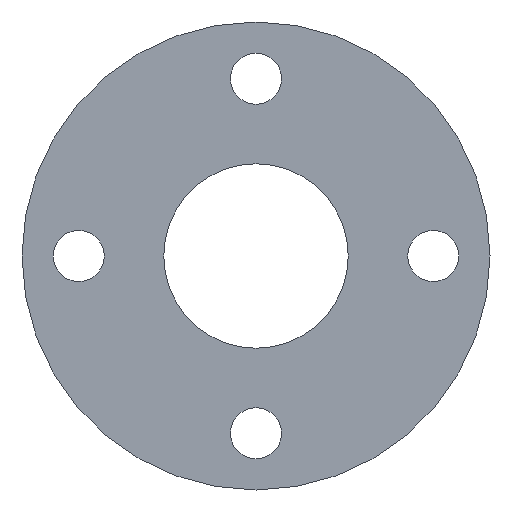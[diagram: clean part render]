
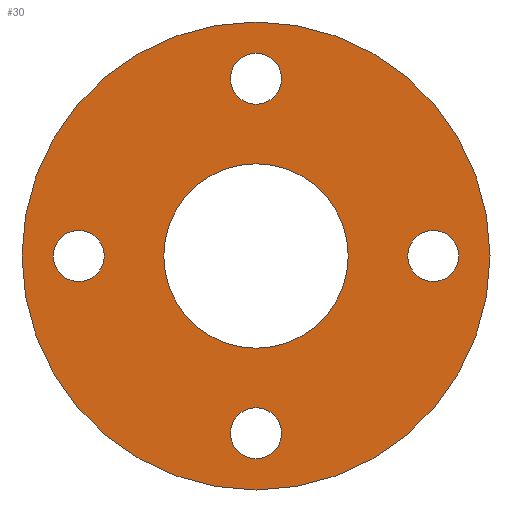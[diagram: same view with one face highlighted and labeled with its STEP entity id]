
A CAD part, front view. The second image highlights one B-rep face of the part: STEP entity #30.
In plain terms, the highlighted planar face has unit normal (0, -1, 0).
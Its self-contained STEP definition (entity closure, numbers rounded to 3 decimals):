
#5 = VERTEX_POINT ( 'NONE', #157 ) ;
#12 = EDGE_CURVE ( 'NONE', #334, #5, #339, .T. ) ;
#13 = CIRCLE ( 'NONE', #501, 9. ) ;
#15 = DIRECTION ( 'NONE',  ( 0., -1., 0. ) ) ;
#20 = DIRECTION ( 'NONE',  ( 0., -1., 0. ) ) ;
#21 = CIRCLE ( 'NONE', #133, 82.5 ) ;
#22 = AXIS2_PLACEMENT_3D ( 'NONE', #555, #408, #548 ) ;
#23 = AXIS2_PLACEMENT_3D ( 'NONE', #212, #20, #572 ) ;
#30 = ADVANCED_FACE ( 'NONE', ( #569, #576, #432, #386, #298, #348 ), #254, .T. ) ;
#33 = AXIS2_PLACEMENT_3D ( 'NONE', #352, #483, #487 ) ;
#38 = DIRECTION ( 'NONE',  ( 0., 0., 1. ) ) ;
#40 = VERTEX_POINT ( 'NONE', #115 ) ;
#60 = EDGE_CURVE ( 'NONE', #192, #188, #237, .T. ) ;
#66 = CIRCLE ( 'NONE', #136, 9. ) ;
#72 = CARTESIAN_POINT ( 'NONE',  ( 62.5, 0., 0. ) ) ;
#75 = CARTESIAN_POINT ( 'NONE',  ( 0., 0., 0. ) ) ;
#76 = CARTESIAN_POINT ( 'NONE',  ( 0., 0., -71.5 ) ) ;
#77 = EDGE_CURVE ( 'NONE', #175, #574, #66, .T. ) ;
#81 = AXIS2_PLACEMENT_3D ( 'NONE', #338, #515, #297 ) ;
#87 = ORIENTED_EDGE ( 'NONE', *, *, #60, .F. ) ;
#89 = AXIS2_PLACEMENT_3D ( 'NONE', #198, #96, #330 ) ;
#92 = DIRECTION ( 'NONE',  ( 0., 0., 1. ) ) ;
#96 = DIRECTION ( 'NONE',  ( 0., -1., 0. ) ) ;
#105 = ORIENTED_EDGE ( 'NONE', *, *, #185, .F. ) ;
#115 = CARTESIAN_POINT ( 'NONE',  ( -71.5, 0., 0. ) ) ;
#117 = EDGE_CURVE ( 'NONE', #574, #175, #467, .T. ) ;
#124 = VERTEX_POINT ( 'NONE', #184 ) ;
#127 = AXIS2_PLACEMENT_3D ( 'NONE', #480, #535, #130 ) ;
#130 = DIRECTION ( 'NONE',  ( -1., 0., 0. ) ) ;
#133 = AXIS2_PLACEMENT_3D ( 'NONE', #75, #282, #38 ) ;
#136 = AXIS2_PLACEMENT_3D ( 'NONE', #268, #354, #398 ) ;
#140 = DIRECTION ( 'NONE',  ( 0., 0., 1. ) ) ;
#144 = DIRECTION ( 'NONE',  ( 0., 1., 0. ) ) ;
#145 = VERTEX_POINT ( 'NONE', #446 ) ;
#152 = ORIENTED_EDGE ( 'NONE', *, *, #12, .F. ) ;
#153 = DIRECTION ( 'NONE',  ( 0., -1., 0. ) ) ;
#157 = CARTESIAN_POINT ( 'NONE',  ( 71.5, 0., 0. ) ) ;
#165 = EDGE_LOOP ( 'NONE', ( #492, #529 ) ) ;
#168 = CIRCLE ( 'NONE', #466, 82.5 ) ;
#171 = VERTEX_POINT ( 'NONE', #442 ) ;
#175 = VERTEX_POINT ( 'NONE', #177 ) ;
#177 = CARTESIAN_POINT ( 'NONE',  ( 0., 0., 71.5 ) ) ;
#184 = CARTESIAN_POINT ( 'NONE',  ( 0., 0., -82.5 ) ) ;
#185 = EDGE_CURVE ( 'NONE', #40, #171, #385, .T. ) ;
#188 = VERTEX_POINT ( 'NONE', #76 ) ;
#192 = VERTEX_POINT ( 'NONE', #223 ) ;
#194 = ORIENTED_EDGE ( 'NONE', *, *, #351, .T. ) ;
#198 = CARTESIAN_POINT ( 'NONE',  ( 0., 0., -62.5 ) ) ;
#210 = AXIS2_PLACEMENT_3D ( 'NONE', #247, #15, #584 ) ;
#212 = CARTESIAN_POINT ( 'NONE',  ( -82.5, 0., 0. ) ) ;
#219 = CARTESIAN_POINT ( 'NONE',  ( 0., 0., 53.5 ) ) ;
#223 = CARTESIAN_POINT ( 'NONE',  ( 0., 0., -53.5 ) ) ;
#228 = ORIENTED_EDGE ( 'NONE', *, *, #536, .F. ) ;
#229 = EDGE_CURVE ( 'NONE', #450, #124, #168, .T. ) ;
#237 = CIRCLE ( 'NONE', #210, 9. ) ;
#247 = CARTESIAN_POINT ( 'NONE',  ( 0., 0., -62.5 ) ) ;
#253 = DIRECTION ( 'NONE',  ( 1., 0., 0. ) ) ;
#254 = PLANE ( 'NONE',  #23 ) ;
#267 = EDGE_CURVE ( 'NONE', #188, #192, #349, .T. ) ;
#268 = CARTESIAN_POINT ( 'NONE',  ( 0., 0., 62.5 ) ) ;
#279 = CARTESIAN_POINT ( 'NONE',  ( 53.5, 0., 0. ) ) ;
#282 = DIRECTION ( 'NONE',  ( 0., 1., 0. ) ) ;
#284 = EDGE_LOOP ( 'NONE', ( #587, #289 ) ) ;
#289 = ORIENTED_EDGE ( 'NONE', *, *, #593, .F. ) ;
#296 = EDGE_CURVE ( 'NONE', #459, #145, #329, .T. ) ;
#297 = DIRECTION ( 'NONE',  ( -1., 0., 0. ) ) ;
#298 = FACE_BOUND ( 'NONE', #533, .T. ) ;
#317 = ORIENTED_EDGE ( 'NONE', *, *, #517, .F. ) ;
#323 = EDGE_LOOP ( 'NONE', ( #105, #228 ) ) ;
#329 = CIRCLE ( 'NONE', #544, 32.5 ) ;
#330 = DIRECTION ( 'NONE',  ( 0., 0., -1. ) ) ;
#334 = VERTEX_POINT ( 'NONE', #279 ) ;
#338 = CARTESIAN_POINT ( 'NONE',  ( -62.5, 0., 0. ) ) ;
#339 = CIRCLE ( 'NONE', #546, 9. ) ;
#340 = DIRECTION ( 'NONE',  ( 1., 0., 0. ) ) ;
#342 = CARTESIAN_POINT ( 'NONE',  ( 0., 0., -32.5 ) ) ;
#348 = FACE_OUTER_BOUND ( 'NONE', #284, .T. ) ;
#349 = CIRCLE ( 'NONE', #89, 9. ) ;
#351 = EDGE_CURVE ( 'NONE', #145, #459, #392, .T. ) ;
#352 = CARTESIAN_POINT ( 'NONE',  ( 0., 0., 62.5 ) ) ;
#354 = DIRECTION ( 'NONE',  ( 0., -1., 0. ) ) ;
#363 = CARTESIAN_POINT ( 'NONE',  ( 0., 0., 0. ) ) ;
#366 = DIRECTION ( 'NONE',  ( 0., 1., 0. ) ) ;
#369 = EDGE_LOOP ( 'NONE', ( #317, #152 ) ) ;
#383 = CARTESIAN_POINT ( 'NONE',  ( 0., 0., 82.5 ) ) ;
#385 = CIRCLE ( 'NONE', #127, 9. ) ;
#386 = FACE_BOUND ( 'NONE', #503, .T. ) ;
#390 = DIRECTION ( 'NONE',  ( 0., -1., 0. ) ) ;
#392 = CIRCLE ( 'NONE', #22, 32.5 ) ;
#398 = DIRECTION ( 'NONE',  ( 0., 0., 1. ) ) ;
#408 = DIRECTION ( 'NONE',  ( 0., 1., 0. ) ) ;
#432 = FACE_BOUND ( 'NONE', #369, .T. ) ;
#433 = CARTESIAN_POINT ( 'NONE',  ( 62.5, 0., 0. ) ) ;
#442 = CARTESIAN_POINT ( 'NONE',  ( -53.5, 0., 0. ) ) ;
#446 = CARTESIAN_POINT ( 'NONE',  ( 0., 0., 32.5 ) ) ;
#450 = VERTEX_POINT ( 'NONE', #383 ) ;
#459 = VERTEX_POINT ( 'NONE', #342 ) ;
#462 = ORIENTED_EDGE ( 'NONE', *, *, #267, .F. ) ;
#466 = AXIS2_PLACEMENT_3D ( 'NONE', #363, #366, #140 ) ;
#467 = CIRCLE ( 'NONE', #33, 9. ) ;
#478 = ORIENTED_EDGE ( 'NONE', *, *, #296, .T. ) ;
#480 = CARTESIAN_POINT ( 'NONE',  ( -62.5, 0., 0. ) ) ;
#483 = DIRECTION ( 'NONE',  ( 0., -1., 0. ) ) ;
#487 = DIRECTION ( 'NONE',  ( 0., 0., 1. ) ) ;
#490 = CARTESIAN_POINT ( 'NONE',  ( 0., 0., 0. ) ) ;
#492 = ORIENTED_EDGE ( 'NONE', *, *, #77, .F. ) ;
#501 = AXIS2_PLACEMENT_3D ( 'NONE', #433, #153, #253 ) ;
#503 = EDGE_LOOP ( 'NONE', ( #462, #87 ) ) ;
#513 = CIRCLE ( 'NONE', #81, 9. ) ;
#515 = DIRECTION ( 'NONE',  ( 0., -1., 0. ) ) ;
#517 = EDGE_CURVE ( 'NONE', #5, #334, #13, .T. ) ;
#529 = ORIENTED_EDGE ( 'NONE', *, *, #117, .F. ) ;
#533 = EDGE_LOOP ( 'NONE', ( #194, #478 ) ) ;
#535 = DIRECTION ( 'NONE',  ( 0., -1., 0. ) ) ;
#536 = EDGE_CURVE ( 'NONE', #171, #40, #513, .T. ) ;
#544 = AXIS2_PLACEMENT_3D ( 'NONE', #490, #144, #92 ) ;
#546 = AXIS2_PLACEMENT_3D ( 'NONE', #72, #390, #340 ) ;
#548 = DIRECTION ( 'NONE',  ( 0., 0., 1. ) ) ;
#555 = CARTESIAN_POINT ( 'NONE',  ( 0., 0., 0. ) ) ;
#569 = FACE_BOUND ( 'NONE', #323, .T. ) ;
#572 = DIRECTION ( 'NONE',  ( 0., 0., -1. ) ) ;
#574 = VERTEX_POINT ( 'NONE', #219 ) ;
#576 = FACE_BOUND ( 'NONE', #165, .T. ) ;
#584 = DIRECTION ( 'NONE',  ( 0., 0., -1. ) ) ;
#587 = ORIENTED_EDGE ( 'NONE', *, *, #229, .F. ) ;
#593 = EDGE_CURVE ( 'NONE', #124, #450, #21, .T. ) ;
